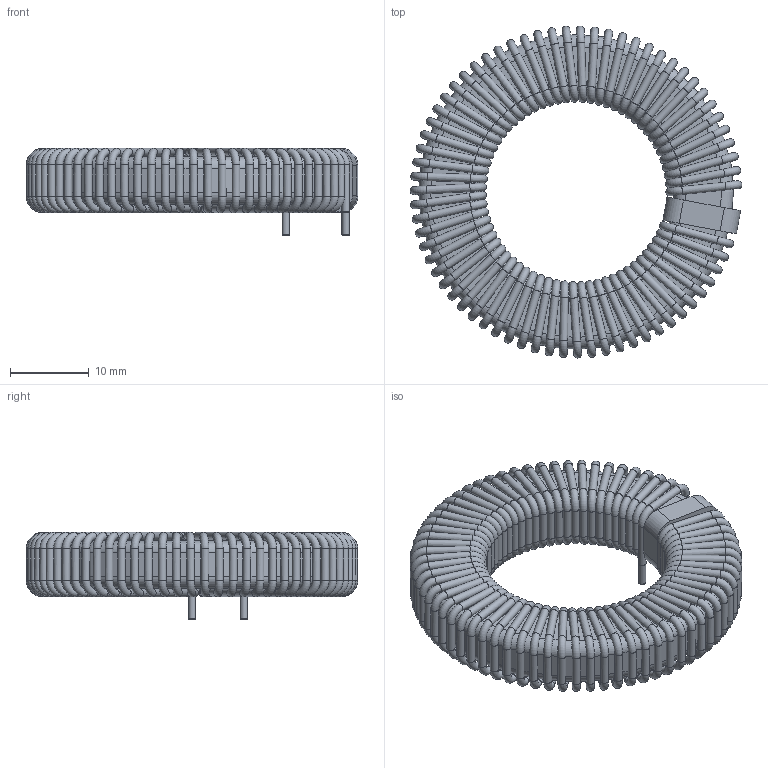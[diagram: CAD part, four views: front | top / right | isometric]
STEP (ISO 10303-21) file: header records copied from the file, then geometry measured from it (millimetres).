
FILE_DESCRIPTION(('STEP AP214'), '1');
FILE_NAME('inductor-40x25x6xD1', '', ('UNSPECIFIED'), ('UNSPECIFIED'), 'ASCON STEP Converter 1.3', 'ASCON Math Kernel', '');
FILE_SCHEMA(('AUTOMOTIVE_DESIGN { 1 0 10303 214 3 1 1}'));
Length unit declared in the file: millimetre
Bounding box: 42.18 x 42.19 x 11.1 mm (x, y, z)
Volume: 6034.6 mm3; surface area: 8934.5 mm2
Topology: 3 solids, 3 shells, 575 faces, 1226 edges, 657 vertices
Faces by surface type: cylinder 283, torus 278, plane 14
Full cylindrical faces by diameter (mm): 0.93 x2, 1 x271, 25 x1, 40 x1
Entity records: 17052 total; most frequent: DIRECTION 2466, CARTESIAN_POINT 1906, ORIENTED_EDGE 1346, AXIS2_PLACEMENT_3D 1217, EDGE_LOOP 1132, FACE_OUTER_BOUND 968, EDGE_CURVE 673, VERTEX_POINT 657
